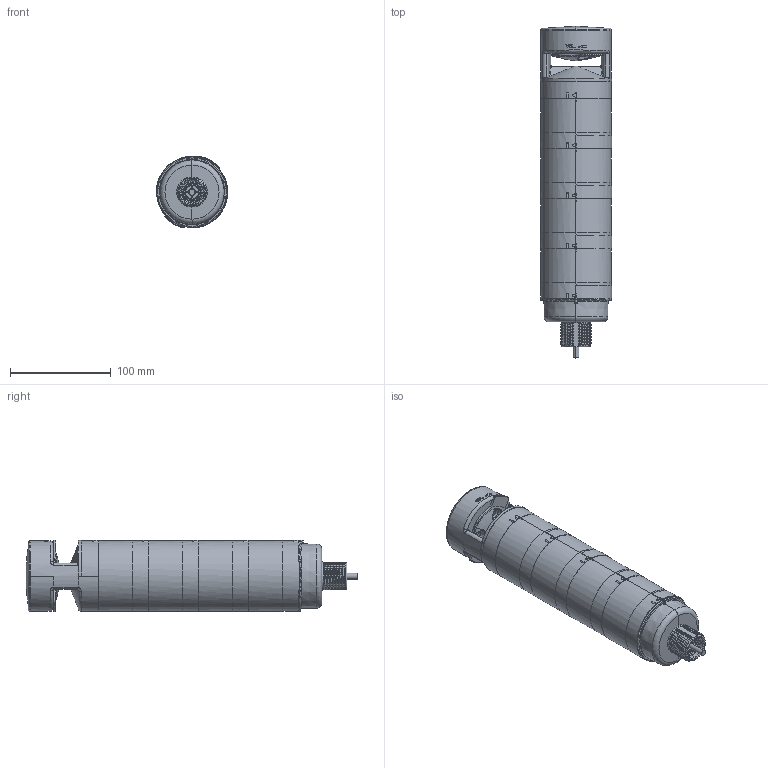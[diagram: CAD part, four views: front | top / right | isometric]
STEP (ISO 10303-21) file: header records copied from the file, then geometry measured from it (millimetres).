
FILE_DESCRIPTION((''),'2;1');
FILE_NAME('181464_ASM','2014-09-24T',('pdmadmin'),(''),'PRO/ENGINEER BY PARAMETRIC TECHNOLOGY CORPORATION, 2013230','PRO/ENGINEER BY PARAMETRIC TECHNOLOGY CORPORATION, 2013230','');
FILE_SCHEMA(('CONFIG_CONTROL_DESIGN'));
Length unit declared in the file: millimetre
Products named in the file (9): 180077; 183492; 183493; 180306; 180307; 180308; 62676; CABLE_592; 181464_ASM
Assembly tree (14 placements, depth 2):
  181464_ASM
    180077
    183492  x4
    183493  x4
    180306
    180307
    180308
    62676
    CABLE_592
Bounding box: 71 x 329.31 x 71.25 mm (x, y, z)
Volume: 302783.7 mm3; surface area: 220152.4 mm2
Topology: 14 solids, 19 shells, 3694 faces, 9005 edges, 5378 vertices
Faces by surface type: bspline 1149, cylinder 999, plane 670, torus 376, cone 296, sphere 178, extrusion 22, revolution 4
Entity records: 107981 total; most frequent: CARTESIAN_POINT 66618, ORIENTED_EDGE 9524, DIRECTION 7427, EDGE_CURVE 4766, AXIS2_PLACEMENT_3D 3088, VERTEX_POINT 2906, EDGE_LOOP 2016, FACE_OUTER_BOUND 1921
